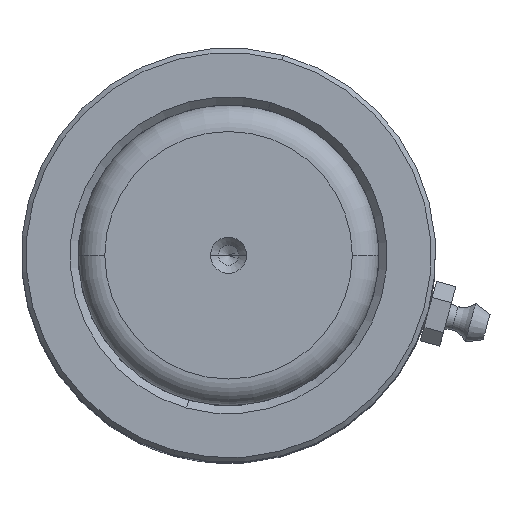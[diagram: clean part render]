
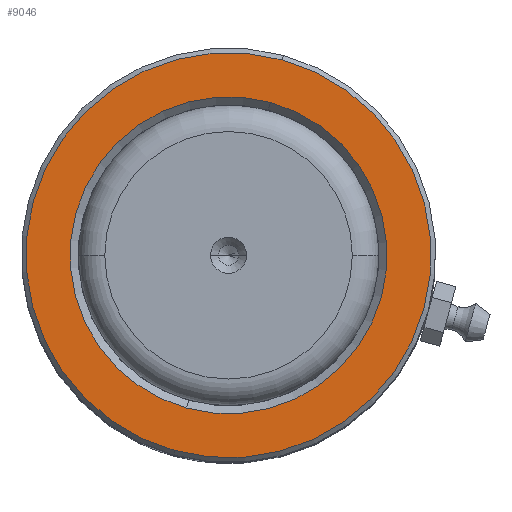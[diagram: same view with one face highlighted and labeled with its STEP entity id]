
A CAD part, top view. The second image highlights one B-rep face of the part: STEP entity #9046.
In plain terms, the highlighted planar face has unit normal (0, 0, 1).
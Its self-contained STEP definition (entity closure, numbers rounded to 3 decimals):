
#193 = EDGE_CURVE ( 'NONE', #4671, #4530, #2858, .T. ) ;
#268 = DIRECTION ( 'NONE',  ( 0., 0., 1. ) ) ;
#322 = ORIENTED_EDGE ( 'NONE', *, *, #6024, .T. ) ;
#509 = VERTEX_POINT ( 'NONE', #5354 ) ;
#642 = DIRECTION ( 'NONE',  ( 1., 0., 0. ) ) ;
#818 = VERTEX_POINT ( 'NONE', #7999 ) ;
#888 = CARTESIAN_POINT ( 'NONE',  ( 0., 0., 100. ) ) ;
#971 = DIRECTION ( 'NONE',  ( 1., 0., 0. ) ) ;
#1015 = AXIS2_PLACEMENT_3D ( 'NONE', #8409, #1158, #3353 ) ;
#1050 = EDGE_CURVE ( 'NONE', #818, #509, #1871, .T. ) ;
#1158 = DIRECTION ( 'NONE',  ( 0., 0., -1. ) ) ;
#1420 = DIRECTION ( 'NONE',  ( 0., 0., -1. ) ) ;
#1481 = CARTESIAN_POINT ( 'NONE',  ( -23.7, 0., 100. ) ) ;
#1825 = CIRCLE ( 'NONE', #2831, 30.3 ) ;
#1871 = CIRCLE ( 'NONE', #2300, 30.3 ) ;
#2132 = ORIENTED_EDGE ( 'NONE', *, *, #1050, .T. ) ;
#2269 = CARTESIAN_POINT ( 'NONE',  ( 23.7, 0., 100. ) ) ;
#2300 = AXIS2_PLACEMENT_3D ( 'NONE', #8432, #6336, #642 ) ;
#2334 = PLANE ( 'NONE',  #7060 ) ;
#2831 = AXIS2_PLACEMENT_3D ( 'NONE', #4865, #7701, #8320 ) ;
#2858 = CIRCLE ( 'NONE', #1015, 23.7 ) ;
#3231 = EDGE_LOOP ( 'NONE', ( #322, #2132 ) ) ;
#3353 = DIRECTION ( 'NONE',  ( 1., 0., 0. ) ) ;
#3443 = FACE_BOUND ( 'NONE', #6735, .T. ) ;
#4418 = ORIENTED_EDGE ( 'NONE', *, *, #193, .T. ) ;
#4530 = VERTEX_POINT ( 'NONE', #1481 ) ;
#4671 = VERTEX_POINT ( 'NONE', #2269 ) ;
#4726 = FACE_OUTER_BOUND ( 'NONE', #3231, .T. ) ;
#4865 = CARTESIAN_POINT ( 'NONE',  ( 0., 0., 100. ) ) ;
#4901 = CARTESIAN_POINT ( 'NONE',  ( 0., 0., 100. ) ) ;
#5354 = CARTESIAN_POINT ( 'NONE',  ( -30.3, 0., 100. ) ) ;
#5703 = DIRECTION ( 'NONE',  ( 1., 0., 0. ) ) ;
#6024 = EDGE_CURVE ( 'NONE', #509, #818, #1825, .T. ) ;
#6336 = DIRECTION ( 'NONE',  ( 0., 0., 1. ) ) ;
#6735 = EDGE_LOOP ( 'NONE', ( #4418, #7811 ) ) ;
#6841 = CIRCLE ( 'NONE', #8811, 23.7 ) ;
#7060 = AXIS2_PLACEMENT_3D ( 'NONE', #888, #268, #971 ) ;
#7701 = DIRECTION ( 'NONE',  ( 0., 0., 1. ) ) ;
#7811 = ORIENTED_EDGE ( 'NONE', *, *, #8112, .T. ) ;
#7999 = CARTESIAN_POINT ( 'NONE',  ( 30.3, 0., 100. ) ) ;
#8112 = EDGE_CURVE ( 'NONE', #4530, #4671, #6841, .T. ) ;
#8320 = DIRECTION ( 'NONE',  ( 1., 0., 0. ) ) ;
#8409 = CARTESIAN_POINT ( 'NONE',  ( 0., 0., 100. ) ) ;
#8432 = CARTESIAN_POINT ( 'NONE',  ( 0., 0., 100. ) ) ;
#8811 = AXIS2_PLACEMENT_3D ( 'NONE', #4901, #1420, #5703 ) ;
#9046 = ADVANCED_FACE ( 'NONE', ( #4726, #3443 ), #2334, .T. ) ;
